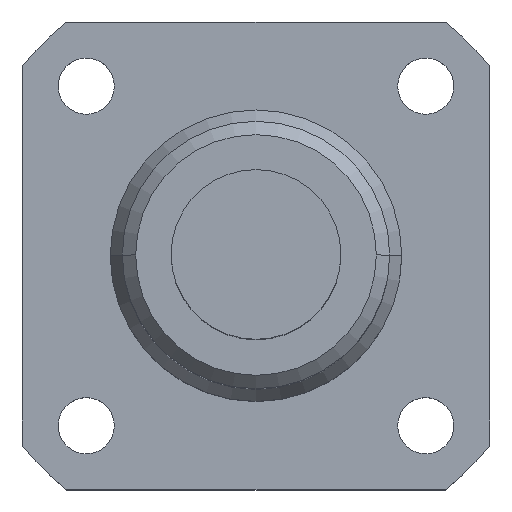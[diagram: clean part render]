
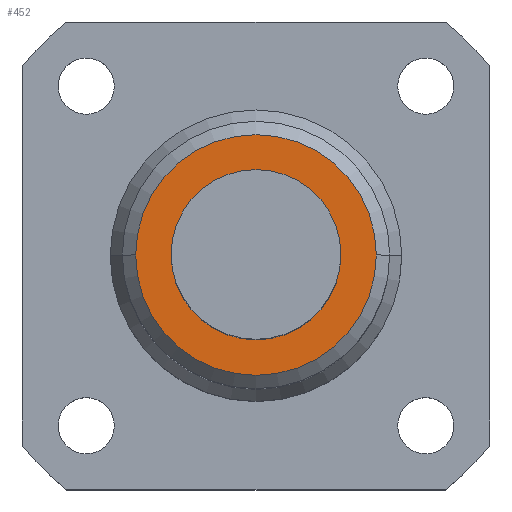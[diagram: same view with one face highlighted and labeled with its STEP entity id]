
A CAD part, top view. The second image highlights one B-rep face of the part: STEP entity #452.
In plain terms, the highlighted planar face has unit normal (0, 0, 1).
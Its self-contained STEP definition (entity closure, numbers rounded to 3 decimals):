
#1 = PLANE ( 'NONE',  #2910 ) ;
#15 = DIRECTION ( 'NONE',  ( 0., 0., -1. ) ) ;
#36 = AXIS2_PLACEMENT_3D ( 'NONE', #1075, #2008, #1058 ) ;
#57 = ORIENTED_EDGE ( 'NONE', *, *, #2946, .F. ) ;
#175 = CARTESIAN_POINT ( 'NONE',  ( -3.175, 0., -12. ) ) ;
#317 = EDGE_CURVE ( 'NONE', #1263, #1747, #1140, .T. ) ;
#334 = CIRCLE ( 'NONE', #36, 4.5 ) ;
#436 = CIRCLE ( 'NONE', #2293, 4.5 ) ;
#452 = ADVANCED_FACE ( 'NONE', ( #2873, #987 ), #1, .T. ) ;
#640 = DIRECTION ( 'NONE',  ( -1., 0., 0. ) ) ;
#700 = CARTESIAN_POINT ( 'NONE',  ( 0., 0., -12. ) ) ;
#895 = EDGE_LOOP ( 'NONE', ( #1869, #57 ) ) ;
#955 = DIRECTION ( 'NONE',  ( 1., 0., 0. ) ) ;
#980 = EDGE_LOOP ( 'NONE', ( #1004, #2070 ) ) ;
#987 = FACE_OUTER_BOUND ( 'NONE', #895, .T. ) ;
#1004 = ORIENTED_EDGE ( 'NONE', *, *, #1821, .T. ) ;
#1058 = DIRECTION ( 'NONE',  ( -1., 0., 0. ) ) ;
#1075 = CARTESIAN_POINT ( 'NONE',  ( 0., 0., -12. ) ) ;
#1101 = AXIS2_PLACEMENT_3D ( 'NONE', #1326, #1132, #640 ) ;
#1132 = DIRECTION ( 'NONE',  ( 0., 0., -1. ) ) ;
#1140 = CIRCLE ( 'NONE', #1101, 3.175 ) ;
#1192 = DIRECTION ( 'NONE',  ( -1., 0., 0. ) ) ;
#1263 = VERTEX_POINT ( 'NONE', #2200 ) ;
#1326 = CARTESIAN_POINT ( 'NONE',  ( 0., 0., -12. ) ) ;
#1485 = CARTESIAN_POINT ( 'NONE',  ( -4.5, 0., -12. ) ) ;
#1747 = VERTEX_POINT ( 'NONE', #175 ) ;
#1821 = EDGE_CURVE ( 'NONE', #1747, #1263, #2723, .T. ) ;
#1866 = DIRECTION ( 'NONE',  ( 0., 0., 1. ) ) ;
#1869 = ORIENTED_EDGE ( 'NONE', *, *, #1929, .F. ) ;
#1894 = CARTESIAN_POINT ( 'NONE',  ( 0., 4.5, -12. ) ) ;
#1897 = CARTESIAN_POINT ( 'NONE',  ( 0., 0., -12. ) ) ;
#1929 = EDGE_CURVE ( 'NONE', #2821, #3036, #436, .T. ) ;
#1976 = AXIS2_PLACEMENT_3D ( 'NONE', #700, #15, #1192 ) ;
#2008 = DIRECTION ( 'NONE',  ( 0., 0., -1. ) ) ;
#2070 = ORIENTED_EDGE ( 'NONE', *, *, #317, .T. ) ;
#2200 = CARTESIAN_POINT ( 'NONE',  ( 3.175, 0., -12. ) ) ;
#2293 = AXIS2_PLACEMENT_3D ( 'NONE', #1897, #2607, #2356 ) ;
#2356 = DIRECTION ( 'NONE',  ( -1., 0., 0. ) ) ;
#2607 = DIRECTION ( 'NONE',  ( 0., 0., -1. ) ) ;
#2723 = CIRCLE ( 'NONE', #1976, 3.175 ) ;
#2821 = VERTEX_POINT ( 'NONE', #1485 ) ;
#2873 = FACE_BOUND ( 'NONE', #980, .T. ) ;
#2910 = AXIS2_PLACEMENT_3D ( 'NONE', #1894, #1866, #955 ) ;
#2946 = EDGE_CURVE ( 'NONE', #3036, #2821, #334, .T. ) ;
#3002 = CARTESIAN_POINT ( 'NONE',  ( 4.5, 0., -12. ) ) ;
#3036 = VERTEX_POINT ( 'NONE', #3002 ) ;
